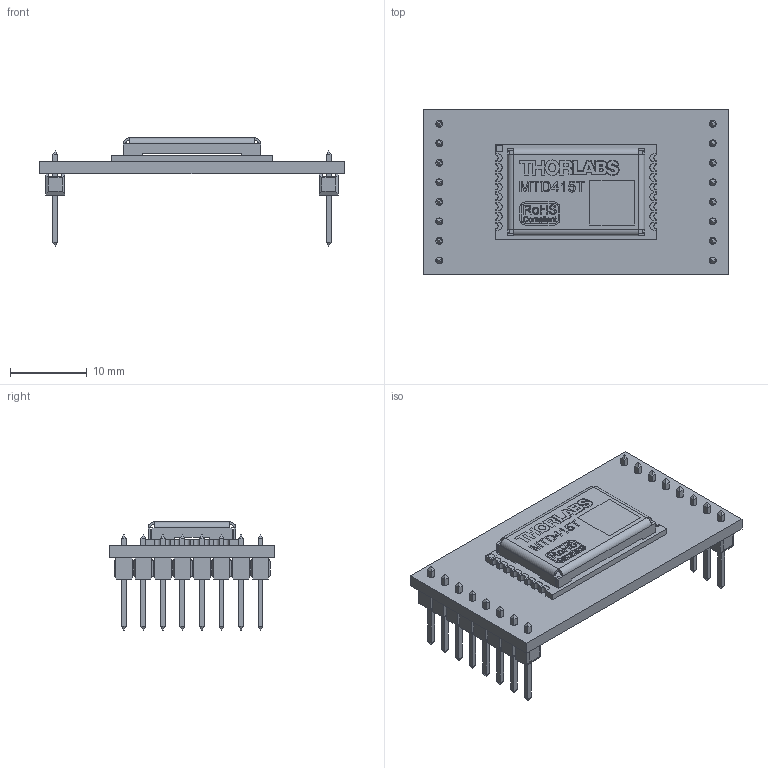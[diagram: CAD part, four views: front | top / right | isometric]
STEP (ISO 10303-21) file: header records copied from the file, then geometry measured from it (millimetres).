
FILE_DESCRIPTION (( 'STEP AP214' ), '1' );
FILE_NAME ('MTN007873-E0W.STEP', '2016-11-15T11:07:06', ( '' ), ( '' ), 'SwSTEP 2.0', 'SolidWorks 2016', '' );
FILE_SCHEMA (( 'AUTOMOTIVE_DESIGN' ));
Length unit declared in the file: millimetre
Products named in the file (1): MTN007873-E0W
Bounding box: 39.56 x 21.5 x 14.09 mm (x, y, z)
Volume: 1928.6 mm3; surface area: 4099.2 mm2
Topology: 19 solids, 19 shells, 1554 faces, 4160 edges, 2720 vertices
Faces by surface type: plane 1315, cylinder 120, bspline 119
Entity records: 70678 total; most frequent: CARTESIAN_POINT 15146, ORIENTED_EDGE 8320, DIRECTION 7034, EDGE_CURVE 4160, LINE 3682, VECTOR 3682, VERTEX_POINT 2720, AXIS2_PLACEMENT_3D 1676
